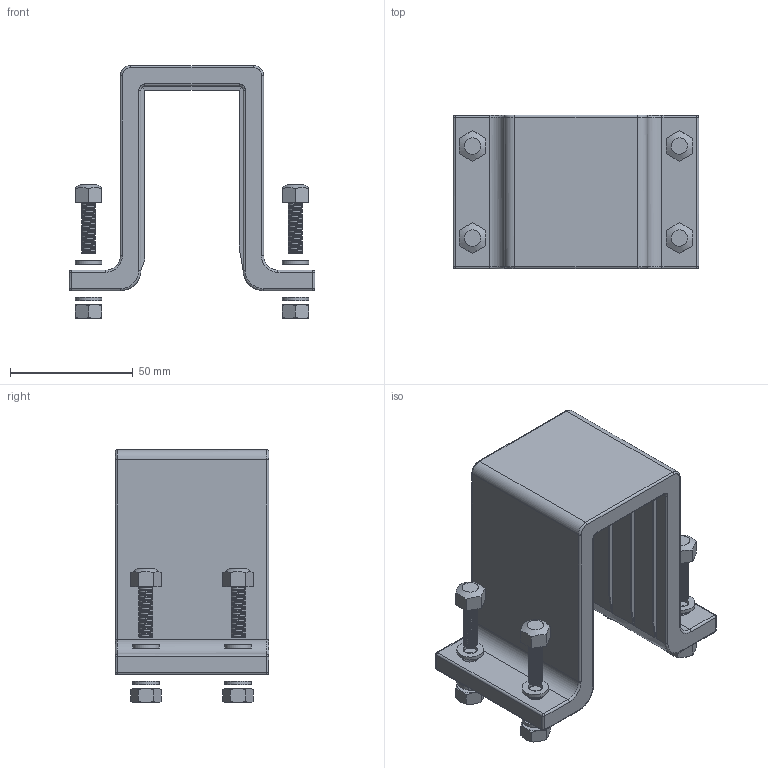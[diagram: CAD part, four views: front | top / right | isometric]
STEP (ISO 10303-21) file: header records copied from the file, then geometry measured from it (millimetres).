
FILE_DESCRIPTION(('FreeCAD Model'),'2;1');
FILE_NAME('Open CASCADE Shape Model','2025-05-01T10:23:10',('FreeCAD'),( 'FreeCAD'),'Open CASCADE STEP processor 7.6','FreeCAD','Unknown');
FILE_SCHEMA(('AUTOMOTIVE_DESIGN { 1 0 10303 214 1 1 1 1 }'));
Products named in the file (1): Open CASCADE STEP translator 7.6 1
Bounding box: 100.05 x 62.53 x 103.02 mm (x, y, z)
Volume: 139958.4 mm3; surface area: 47466.5 mm2
Topology: 13 solids, 17 shells, 520 faces, 1265 edges, 782 vertices
Faces by surface type: bspline 520
Entity records: 226782 total; most frequent: CARTESIAN_POINT 219298, ORIENTED_EDGE 2502, EDGE_CURVE 1257, B_SPLINE_CURVE_WITH_KNOTS 977, VERTEX_POINT 782, FACE_BOUND 567, EDGE_LOOP 567, ADVANCED_FACE 520
